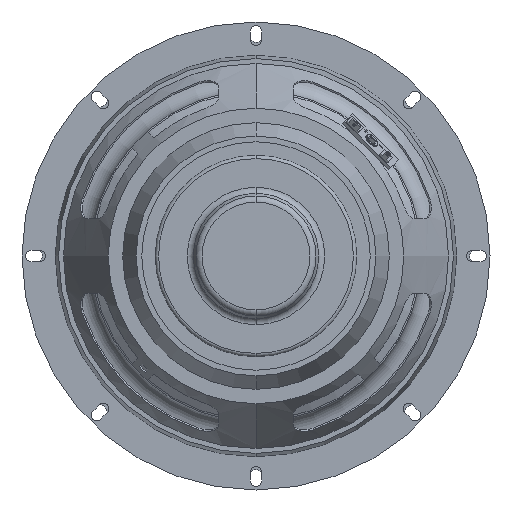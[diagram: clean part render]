
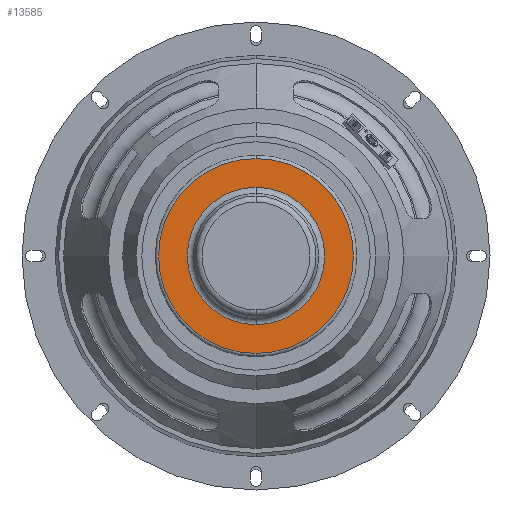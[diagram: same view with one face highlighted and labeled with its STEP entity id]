
A CAD part, front view. The second image highlights one B-rep face of the part: STEP entity #13585.
In plain terms, the highlighted planar face has unit normal (0, -1, 0).
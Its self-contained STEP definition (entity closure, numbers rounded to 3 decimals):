
#580 = ORIENTED_EDGE ( 'NONE', *, *, #14791, .T. ) ;
#1965 = AXIS2_PLACEMENT_3D ( 'NONE', #10235, #7578, #10588 ) ;
#2929 = AXIS2_PLACEMENT_3D ( 'NONE', #16584, #10470, #4834 ) ;
#4086 = DIRECTION ( 'NONE',  ( 0., 1., 0. ) ) ;
#4276 = EDGE_CURVE ( 'NONE', #12668, #7176, #12591, .T. ) ;
#4834 = DIRECTION ( 'NONE',  ( 0., 0., -1. ) ) ;
#4880 = CARTESIAN_POINT ( 'NONE',  ( 54.491, -3.366, 0. ) ) ;
#5521 = DIRECTION ( 'NONE',  ( 0., 1., 0. ) ) ;
#6823 = EDGE_LOOP ( 'NONE', ( #15028, #17110 ) ) ;
#7176 = VERTEX_POINT ( 'NONE', #9476 ) ;
#7578 = DIRECTION ( 'NONE',  ( 0., -1., 0. ) ) ;
#8070 = AXIS2_PLACEMENT_3D ( 'NONE', #8459, #5521, #18499 ) ;
#8203 = VERTEX_POINT ( 'NONE', #10043 ) ;
#8459 = CARTESIAN_POINT ( 'NONE',  ( 25.698, -3.366, 0. ) ) ;
#8659 = AXIS2_PLACEMENT_3D ( 'NONE', #4880, #10606, #16347 ) ;
#8668 = ORIENTED_EDGE ( 'NONE', *, *, #14338, .T. ) ;
#9380 = PLANE ( 'NONE',  #8659 ) ;
#9476 = CARTESIAN_POINT ( 'NONE',  ( 25.698, -3.366, 30.69 ) ) ;
#10043 = CARTESIAN_POINT ( 'NONE',  ( 25.698, -3.366, 43.5 ) ) ;
#10235 = CARTESIAN_POINT ( 'NONE',  ( 25.698, -3.366, 0. ) ) ;
#10365 = AXIS2_PLACEMENT_3D ( 'NONE', #17094, #4086, #11429 ) ;
#10470 = DIRECTION ( 'NONE',  ( 0., -1., 0. ) ) ;
#10588 = DIRECTION ( 'NONE',  ( 0., 0., -1. ) ) ;
#10606 = DIRECTION ( 'NONE',  ( 0., -1., 0. ) ) ;
#11068 = CARTESIAN_POINT ( 'NONE',  ( 25.698, -3.366, -30.69 ) ) ;
#11095 = CIRCLE ( 'NONE', #2929, 43.5 ) ;
#11429 = DIRECTION ( 'NONE',  ( 0., 0., -1. ) ) ;
#12380 = FACE_BOUND ( 'NONE', #6823, .T. ) ;
#12591 = CIRCLE ( 'NONE', #8070, 30.69 ) ;
#12668 = VERTEX_POINT ( 'NONE', #11068 ) ;
#13056 = CIRCLE ( 'NONE', #10365, 30.69 ) ;
#13585 = ADVANCED_FACE ( 'NONE', ( #16444, #12380 ), #9380, .T. ) ;
#13746 = VERTEX_POINT ( 'NONE', #18228 ) ;
#14338 = EDGE_CURVE ( 'NONE', #8203, #13746, #11095, .T. ) ;
#14791 = EDGE_CURVE ( 'NONE', #13746, #8203, #15557, .T. ) ;
#15028 = ORIENTED_EDGE ( 'NONE', *, *, #4276, .T. ) ;
#15323 = EDGE_LOOP ( 'NONE', ( #580, #8668 ) ) ;
#15557 = CIRCLE ( 'NONE', #1965, 43.5 ) ;
#16347 = DIRECTION ( 'NONE',  ( 0., 0., -1. ) ) ;
#16444 = FACE_OUTER_BOUND ( 'NONE', #15323, .T. ) ;
#16584 = CARTESIAN_POINT ( 'NONE',  ( 25.698, -3.366, 0. ) ) ;
#17094 = CARTESIAN_POINT ( 'NONE',  ( 25.698, -3.366, 0. ) ) ;
#17110 = ORIENTED_EDGE ( 'NONE', *, *, #17407, .T. ) ;
#17407 = EDGE_CURVE ( 'NONE', #7176, #12668, #13056, .T. ) ;
#18228 = CARTESIAN_POINT ( 'NONE',  ( 25.698, -3.366, -43.5 ) ) ;
#18499 = DIRECTION ( 'NONE',  ( 0., 0., -1. ) ) ;
